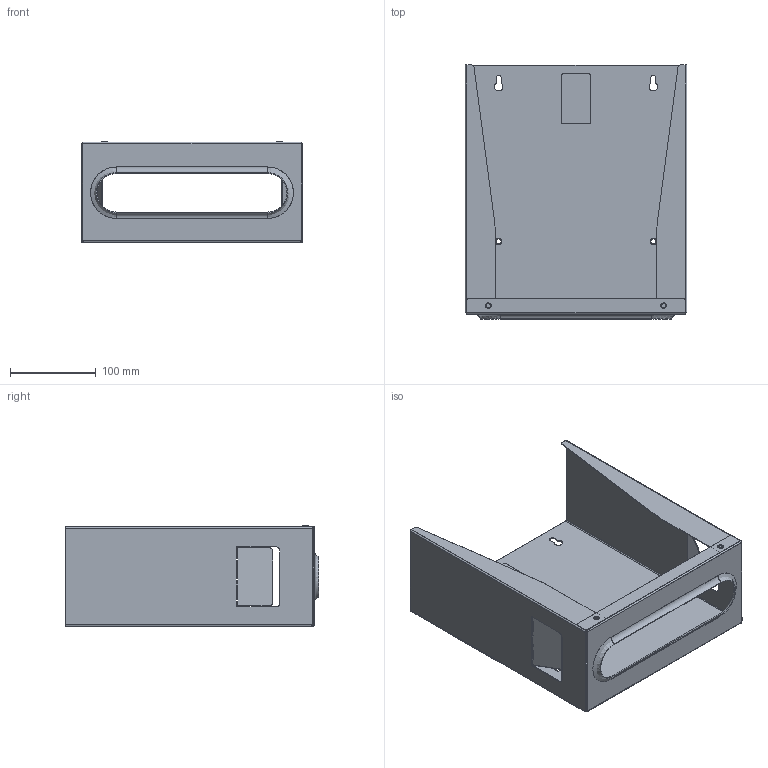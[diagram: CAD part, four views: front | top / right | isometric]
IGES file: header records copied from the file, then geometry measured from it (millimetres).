
Global section: file name: ZE-PU-111-00-00_E; native system: Autodesk Inventor 2024; preprocessor: unknown; author: DC; date: 20241220.110125; units: millimetre
Bounding box: 258 x 295.48 x 117.81 mm (x, y, z)
Volume: 179869 mm3; surface area: 366774.8 mm2
Topology: 4 solids, 4 shells, 200 faces, 554 edges, 354 vertices
Faces by surface type: bspline 200
